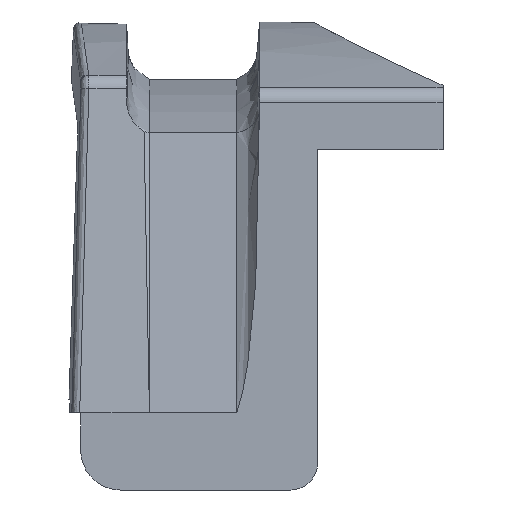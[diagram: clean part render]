
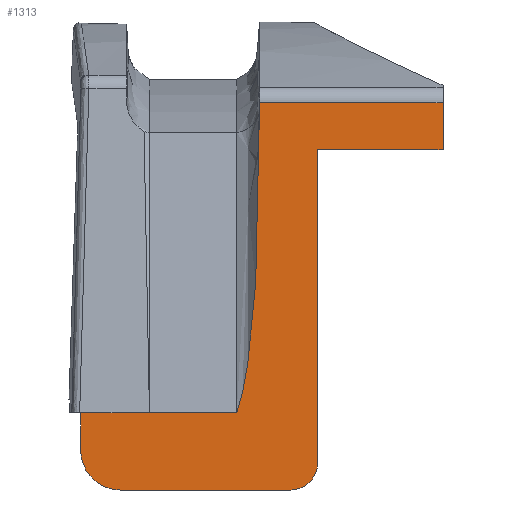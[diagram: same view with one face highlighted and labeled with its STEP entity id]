
A CAD part, left-side view. The second image highlights one B-rep face of the part: STEP entity #1313.
In plain terms, the highlighted planar face has unit normal (-1, 0, 0).
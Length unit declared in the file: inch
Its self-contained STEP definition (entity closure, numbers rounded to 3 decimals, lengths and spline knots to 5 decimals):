
#58=B_SPLINE_CURVE_WITH_KNOTS('',3,(#2153,#2154,#2155,#2156,#2157,#2158,
#2159,#2160,#2161,#2162),.UNSPECIFIED.,.F.,.F.,(4,2,2,2,4),(-0.39528,
-0.22151,-0.06804,-0.04237,0.),
 .UNSPECIFIED.);
#112=PLANE('',#1436);
#158=FACE_OUTER_BOUND('',#238,.T.);
#238=EDGE_LOOP('',(#999,#1000,#1001,#1002,#1003,#1004,#1005,#1006,#1007,
#1008,#1009,#1010));
#306=LINE('',#1876,#406);
#317=LINE('',#1928,#417);
#322=LINE('',#1938,#422);
#335=LINE('',#2071,#435);
#348=LINE('',#2118,#448);
#358=LINE('',#2149,#458);
#359=LINE('',#2151,#459);
#360=LINE('',#2164,#460);
#361=LINE('',#2165,#461);
#406=VECTOR('',#1546,39.37008);
#417=VECTOR('',#1573,39.37008);
#422=VECTOR('',#1582,39.37008);
#435=VECTOR('',#1623,39.37008);
#448=VECTOR('',#1644,39.37008);
#458=VECTOR('',#1664,39.37008);
#459=VECTOR('',#1665,0.3937);
#460=VECTOR('',#1666,39.37008);
#461=VECTOR('',#1667,39.37008);
#518=CIRCLE('',#1437,0.15);
#519=CIRCLE('',#1438,0.1);
#554=VERTEX_POINT('',#1874);
#555=VERTEX_POINT('',#1875);
#569=VERTEX_POINT('',#1925);
#570=VERTEX_POINT('',#1927);
#596=VERTEX_POINT('',#2069);
#597=VERTEX_POINT('',#2070);
#602=VERTEX_POINT('',#2093);
#607=VERTEX_POINT('',#2116);
#615=VERTEX_POINT('',#2148);
#616=VERTEX_POINT('',#2150);
#617=VERTEX_POINT('',#2152);
#618=VERTEX_POINT('',#2163);
#687=EDGE_CURVE('',#554,#555,#306,.T.);
#704=EDGE_CURVE('',#569,#570,#317,.T.);
#710=EDGE_CURVE('',#570,#554,#322,.T.);
#739=EDGE_CURVE('',#596,#597,#335,.T.);
#754=EDGE_CURVE('',#607,#602,#348,.T.);
#767=EDGE_CURVE('',#569,#615,#358,.T.);
#768=EDGE_CURVE('',#615,#616,#359,.T.);
#769=EDGE_CURVE('',#616,#617,#58,.T.);
#770=EDGE_CURVE('',#617,#618,#360,.T.);
#771=EDGE_CURVE('',#618,#602,#361,.T.);
#772=EDGE_CURVE('',#607,#596,#518,.T.);
#773=EDGE_CURVE('',#597,#555,#519,.T.);
#999=ORIENTED_EDGE('',*,*,#704,.F.);
#1000=ORIENTED_EDGE('',*,*,#767,.T.);
#1001=ORIENTED_EDGE('',*,*,#768,.T.);
#1002=ORIENTED_EDGE('',*,*,#769,.T.);
#1003=ORIENTED_EDGE('',*,*,#770,.T.);
#1004=ORIENTED_EDGE('',*,*,#771,.T.);
#1005=ORIENTED_EDGE('',*,*,#754,.F.);
#1006=ORIENTED_EDGE('',*,*,#772,.T.);
#1007=ORIENTED_EDGE('',*,*,#739,.T.);
#1008=ORIENTED_EDGE('',*,*,#773,.T.);
#1009=ORIENTED_EDGE('',*,*,#687,.F.);
#1010=ORIENTED_EDGE('',*,*,#710,.F.);
#1313=ADVANCED_FACE('',(#158),#112,.F.);
#1436=AXIS2_PLACEMENT_3D('',#2147,#1662,#1663);
#1437=AXIS2_PLACEMENT_3D('',#2166,#1668,#1669);
#1438=AXIS2_PLACEMENT_3D('',#2167,#1670,#1671);
#1546=DIRECTION('',(0.,0.,-1.));
#1573=DIRECTION('',(0.,0.,-1.));
#1582=DIRECTION('',(0.,1.,0.));
#1623=DIRECTION('',(0.,-1.,0.));
#1644=DIRECTION('',(0.,0.,1.));
#1662=DIRECTION('center_axis',(1.,0.,0.));
#1663=DIRECTION('ref_axis',(0.,1.,0.));
#1664=DIRECTION('',(0.,1.,0.));
#1665=DIRECTION('',(0.,0.,-1.));
#1666=DIRECTION('',(0.,1.,0.));
#1667=DIRECTION('',(0.,1.,0.));
#1668=DIRECTION('center_axis',(-1.,0.,0.));
#1669=DIRECTION('ref_axis',(0.,1.,0.));
#1670=DIRECTION('center_axis',(-1.,0.,0.));
#1671=DIRECTION('ref_axis',(0.,1.,0.));
#1874=CARTESIAN_POINT('',(-1.465,-0.2375,1.28));
#1875=CARTESIAN_POINT('',(-1.465,-0.2375,0.1));
#1876=CARTESIAN_POINT('',(-1.465,-0.2375,1.28));
#1925=CARTESIAN_POINT('',(-1.465,-0.71,1.45701));
#1927=CARTESIAN_POINT('',(-1.465,-0.71,1.28));
#1928=CARTESIAN_POINT('',(-1.465,-0.71,1.93));
#1938=CARTESIAN_POINT('',(-1.465,-0.88422,1.28));
#2069=CARTESIAN_POINT('',(-1.465,0.50351,0.));
#2070=CARTESIAN_POINT('',(-1.465,-0.1375,0.));
#2071=CARTESIAN_POINT('',(-1.465,0.68517,0.));
#2093=CARTESIAN_POINT('',(-1.465,0.65351,0.29));
#2116=CARTESIAN_POINT('',(-1.465,0.65351,0.15));
#2118=CARTESIAN_POINT('',(-1.465,0.65351,0.29));
#2147=CARTESIAN_POINT('Origin',(-1.465,0.68517,1.93));
#2148=CARTESIAN_POINT('',(-1.465,-0.01955,1.45701));
#2149=CARTESIAN_POINT('',(-1.465,-0.01955,1.45701));
#2150=CARTESIAN_POINT('',(-1.465,-0.01955,1.4481));
#2151=CARTESIAN_POINT('',(-1.465,-0.01955,1.45701));
#2152=CARTESIAN_POINT('',(-1.465,0.06625,0.29));
#2153=CARTESIAN_POINT('Ctrl Pts',(-1.465,-0.01955,1.4481));
#2154=CARTESIAN_POINT('Ctrl Pts',(-1.465,-0.01955,1.1907));
#2155=CARTESIAN_POINT('Ctrl Pts',(-1.465,-0.02069,1.07628));
#2156=CARTESIAN_POINT('Ctrl Pts',(-1.465,-0.00068,0.67973));
#2157=CARTESIAN_POINT('Ctrl Pts',(-1.465,0.01546,0.51539));
#2158=CARTESIAN_POINT('Ctrl Pts',(-1.465,0.04092,0.38183));
#2159=CARTESIAN_POINT('Ctrl Pts',(-1.465,0.04515,0.36187));
#2160=CARTESIAN_POINT('Ctrl Pts',(-1.465,0.05789,0.31152));
#2161=CARTESIAN_POINT('Ctrl Pts',(-1.465,0.06424,0.29518));
#2162=CARTESIAN_POINT('Ctrl Pts',(-1.465,0.06625,0.29));
#2163=CARTESIAN_POINT('',(-1.465,0.39465,0.29));
#2164=CARTESIAN_POINT('',(-1.465,0.3923,0.29));
#2165=CARTESIAN_POINT('',(-1.465,0.3923,0.29));
#2166=CARTESIAN_POINT('Origin',(-1.465,0.50351,0.15));
#2167=CARTESIAN_POINT('Origin',(-1.465,-0.1375,0.1));
